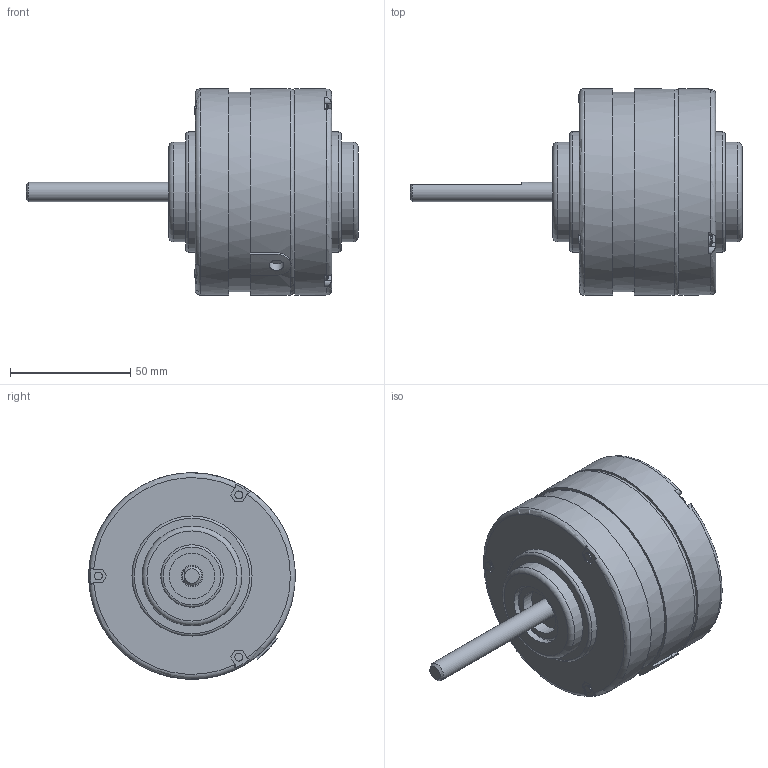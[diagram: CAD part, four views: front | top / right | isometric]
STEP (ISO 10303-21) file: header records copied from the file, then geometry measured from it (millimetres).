
FILE_DESCRIPTION((''),'2;1');
FILE_NAME('82412_ALDC.stp','2014-05-19T10:57:32',('ampex83'),(''),'Autodesk Inventor 2011','Autodesk Inventor 2011','');
FILE_SCHEMA(('AUTOMOTIVE_DESIGN { 1 0 10303 214 1 1 1 1 }'));
Length unit declared in the file: millimetre
Products named in the file (1): 82412_ALDC
Bounding box: 138.3 x 86 x 86 mm (x, y, z)
Volume: 240743.7 mm3; surface area: 63195.6 mm2
Topology: 1 solids, 4 shells, 315 faces, 796 edges, 505 vertices
Faces by surface type: plane 146, cylinder 71, bspline 36, cone 35, torus 24, sphere 3
Full cylindrical faces by diameter (mm): 3.3 x3, 6 x2, 8 x3, 9 x1, 19 x1, 22 x2, 26 x2, 28 x1, 41.5 x2, 50 x2, 71 x1, 83 x1, 86 x2
Entity records: 10546 total; most frequent: CARTESIAN_POINT 2990, DIRECTION 1480, ORIENTED_EDGE 1454, EDGE_CURVE 727, AXIS2_PLACEMENT_3D 566, VERTEX_POINT 483, EDGE_LOOP 404, VECTOR 348
